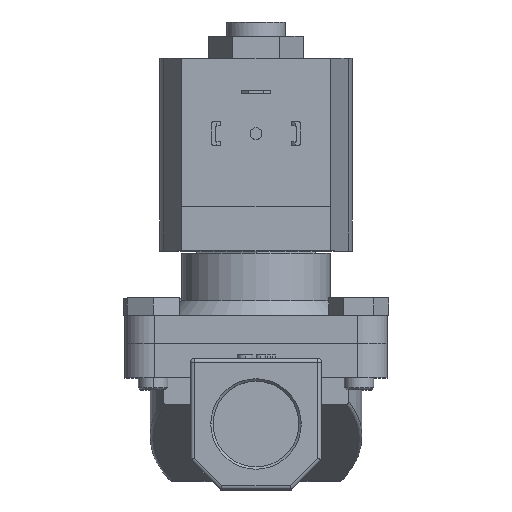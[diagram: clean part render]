
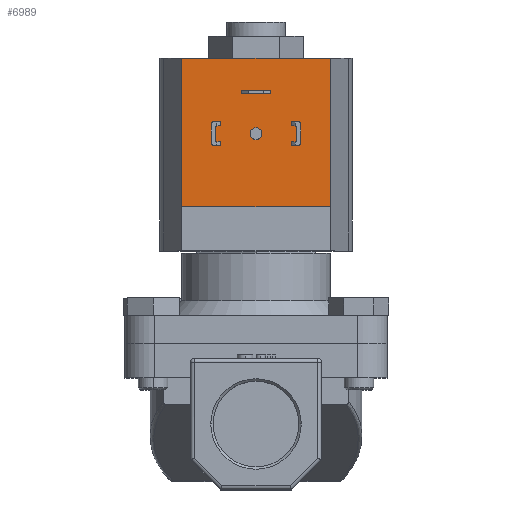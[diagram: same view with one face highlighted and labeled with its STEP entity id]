
A CAD part, top view. The second image highlights one B-rep face of the part: STEP entity #6989.
In plain terms, the highlighted planar face has unit normal (0, 0, 1).
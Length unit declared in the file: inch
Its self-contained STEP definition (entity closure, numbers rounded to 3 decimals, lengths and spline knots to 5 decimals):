
#151 = DIRECTION ( 'NONE',  ( 1., 0., 0. ) ) ;
#420 = DIRECTION ( 'NONE',  ( 1., 0., 0. ) ) ;
#582 = ORIENTED_EDGE ( 'NONE', *, *, #9400, .F. ) ;
#661 = VERTEX_POINT ( 'NONE', #8198 ) ;
#1193 = AXIS2_PLACEMENT_3D ( 'NONE', #5320, #8753, #9489 ) ;
#1213 = CARTESIAN_POINT ( 'NONE',  ( 0.625, 1.825, 1.03 ) ) ;
#1553 = VERTEX_POINT ( 'NONE', #6475 ) ;
#1676 = ORIENTED_EDGE ( 'NONE', *, *, #10834, .T. ) ;
#1902 = PLANE ( 'NONE',  #3810 ) ;
#1935 = VECTOR ( 'NONE', #10952, 39.37008 ) ;
#1967 = EDGE_CURVE ( 'NONE', #7989, #2158, #2014, .T. ) ;
#2014 = LINE ( 'NONE', #2918, #4508 ) ;
#2158 = VERTEX_POINT ( 'NONE', #9109 ) ;
#2386 = LINE ( 'NONE', #4966, #1935 ) ;
#2474 = CIRCLE ( 'NONE', #1193, 0.05 ) ;
#2883 = EDGE_CURVE ( 'NONE', #1553, #7989, #7139, .T. ) ;
#2918 = CARTESIAN_POINT ( 'NONE',  ( 0.625, 3.075, 1.03 ) ) ;
#2998 = DIRECTION ( 'NONE',  ( 1., 0., 0. ) ) ;
#3482 = FACE_BOUND ( 'NONE', #10784, .T. ) ;
#3652 = DIRECTION ( 'NONE',  ( 0., 0., 1. ) ) ;
#3810 = AXIS2_PLACEMENT_3D ( 'NONE', #10735, #3652, #2998 ) ;
#4338 = LINE ( 'NONE', #5344, #5423 ) ;
#4508 = VECTOR ( 'NONE', #420, 39.37008 ) ;
#4854 = VECTOR ( 'NONE', #5465, 39.37008 ) ;
#4966 = CARTESIAN_POINT ( 'NONE',  ( 0.625, 0.10316, 1.03 ) ) ;
#5160 = DIRECTION ( 'NONE',  ( 1., 0., 0. ) ) ;
#5320 = CARTESIAN_POINT ( 'NONE',  ( 0., 2.44, 1.03 ) ) ;
#5344 = CARTESIAN_POINT ( 'NONE',  ( -1.105, 1.825, 1.03 ) ) ;
#5423 = VECTOR ( 'NONE', #151, 39.37008 ) ;
#5465 = DIRECTION ( 'NONE',  ( 0., 1., 0. ) ) ;
#6133 = FACE_OUTER_BOUND ( 'NONE', #10227, .T. ) ;
#6244 = ORIENTED_EDGE ( 'NONE', *, *, #10322, .F. ) ;
#6475 = CARTESIAN_POINT ( 'NONE',  ( -0.625, 1.825, 1.03 ) ) ;
#6580 = ORIENTED_EDGE ( 'NONE', *, *, #9891, .T. ) ;
#6989 = ADVANCED_FACE ( 'NONE', ( #3482, #6133 ), #1902, .T. ) ;
#7117 = CARTESIAN_POINT ( 'NONE',  ( 0., 2.44, 1.03 ) ) ;
#7139 = LINE ( 'NONE', #9794, #4854 ) ;
#7259 = CARTESIAN_POINT ( 'NONE',  ( -0.625, 3.075, 1.03 ) ) ;
#7967 = DIRECTION ( 'NONE',  ( 0., 0., 1. ) ) ;
#7989 = VERTEX_POINT ( 'NONE', #7259 ) ;
#8198 = CARTESIAN_POINT ( 'NONE',  ( -0.05, 2.44, 1.03 ) ) ;
#8734 = AXIS2_PLACEMENT_3D ( 'NONE', #7117, #7967, #5160 ) ;
#8753 = DIRECTION ( 'NONE',  ( 0., 0., 1. ) ) ;
#9079 = VERTEX_POINT ( 'NONE', #1213 ) ;
#9109 = CARTESIAN_POINT ( 'NONE',  ( 0.625, 3.075, 1.03 ) ) ;
#9400 = EDGE_CURVE ( 'NONE', #661, #10602, #2474, .T. ) ;
#9459 = CIRCLE ( 'NONE', #8734, 0.05 ) ;
#9489 = DIRECTION ( 'NONE',  ( 1., 0., 0. ) ) ;
#9794 = CARTESIAN_POINT ( 'NONE',  ( -0.625, 0.10316, 1.03 ) ) ;
#9891 = EDGE_CURVE ( 'NONE', #9079, #2158, #2386, .T. ) ;
#10000 = ORIENTED_EDGE ( 'NONE', *, *, #2883, .F. ) ;
#10169 = CARTESIAN_POINT ( 'NONE',  ( 0.05, 2.44, 1.03 ) ) ;
#10227 = EDGE_LOOP ( 'NONE', ( #1676, #6580, #10670, #10000 ) ) ;
#10322 = EDGE_CURVE ( 'NONE', #10602, #661, #9459, .T. ) ;
#10602 = VERTEX_POINT ( 'NONE', #10169 ) ;
#10670 = ORIENTED_EDGE ( 'NONE', *, *, #1967, .F. ) ;
#10735 = CARTESIAN_POINT ( 'NONE',  ( 0.625, 0.10316, 1.03 ) ) ;
#10784 = EDGE_LOOP ( 'NONE', ( #6244, #582 ) ) ;
#10834 = EDGE_CURVE ( 'NONE', #1553, #9079, #4338, .T. ) ;
#10952 = DIRECTION ( 'NONE',  ( 0., 1., 0. ) ) ;
